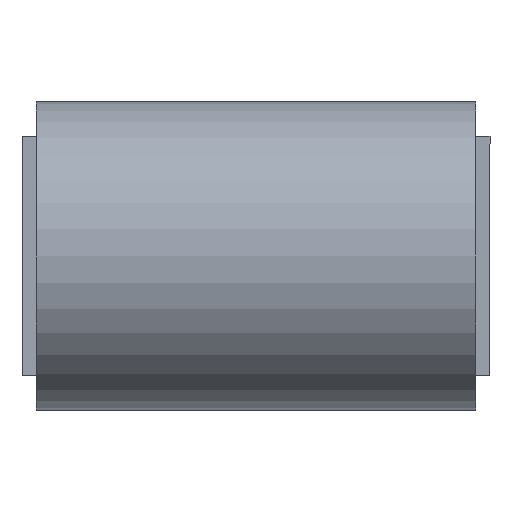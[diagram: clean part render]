
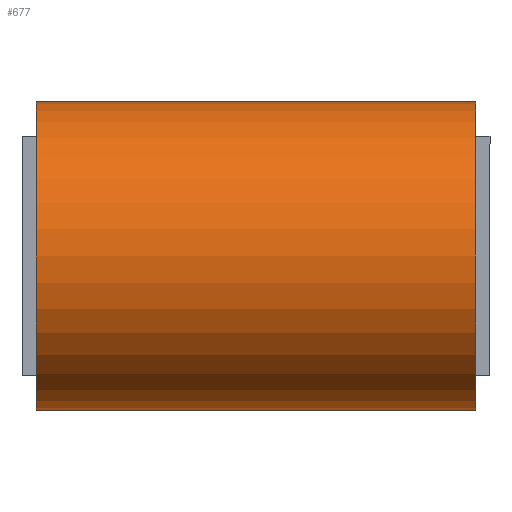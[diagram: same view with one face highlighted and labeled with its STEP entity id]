
A CAD part, front view. The second image highlights one B-rep face of the part: STEP entity #677.
In plain terms, the highlighted cylindrical face has radius 60 mm (diameter 120 mm), a partial arc.
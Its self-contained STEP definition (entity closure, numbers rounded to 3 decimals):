
#21 = EDGE_CURVE ( 'NONE', #778, #631, #960, .T. ) ;
#99 = DIRECTION ( 'NONE',  ( 1., 0., 0. ) ) ;
#103 = DIRECTION ( 'NONE',  ( 1., 0., 0. ) ) ;
#117 = AXIS2_PLACEMENT_3D ( 'NONE', #939, #103, #497 ) ;
#131 = CIRCLE ( 'NONE', #117, 60. ) ;
#157 = AXIS2_PLACEMENT_3D ( 'NONE', #264, #730, #856 ) ;
#182 = VECTOR ( 'NONE', #99, 1000. ) ;
#191 = CARTESIAN_POINT ( 'NONE',  ( 85.5, -350.5, 60. ) ) ;
#224 = CARTESIAN_POINT ( 'NONE',  ( 85.5, -350.5, 0. ) ) ;
#247 = EDGE_LOOP ( 'NONE', ( #545, #687, #811, #595 ) ) ;
#264 = CARTESIAN_POINT ( 'NONE',  ( -85.5, -350.5, 0. ) ) ;
#313 = VERTEX_POINT ( 'NONE', #935 ) ;
#377 = DIRECTION ( 'NONE',  ( 0., 0., -1. ) ) ;
#383 = CARTESIAN_POINT ( 'NONE',  ( -85.5, -350.5, 60. ) ) ;
#437 = CARTESIAN_POINT ( 'NONE',  ( 85.5, -350.5, -60. ) ) ;
#497 = DIRECTION ( 'NONE',  ( 0., 0., -1. ) ) ;
#545 = ORIENTED_EDGE ( 'NONE', *, *, #21, .F. ) ;
#564 = VERTEX_POINT ( 'NONE', #437 ) ;
#595 = ORIENTED_EDGE ( 'NONE', *, *, #729, .F. ) ;
#610 = FACE_OUTER_BOUND ( 'NONE', #247, .T. ) ;
#631 = VERTEX_POINT ( 'NONE', #191 ) ;
#645 = EDGE_CURVE ( 'NONE', #313, #564, #958, .T. ) ;
#657 = EDGE_CURVE ( 'NONE', #778, #313, #131, .T. ) ;
#677 = ADVANCED_FACE ( 'NONE', ( #610 ), #912, .T. ) ;
#687 = ORIENTED_EDGE ( 'NONE', *, *, #657, .T. ) ;
#710 = DIRECTION ( 'NONE',  ( 1., 0., 0. ) ) ;
#725 = CIRCLE ( 'NONE', #828, 60. ) ;
#729 = EDGE_CURVE ( 'NONE', #631, #564, #725, .T. ) ;
#730 = DIRECTION ( 'NONE',  ( 1., 0., 0. ) ) ;
#734 = VECTOR ( 'NONE', #710, 1000. ) ;
#778 = VERTEX_POINT ( 'NONE', #908 ) ;
#811 = ORIENTED_EDGE ( 'NONE', *, *, #645, .T. ) ;
#817 = DIRECTION ( 'NONE',  ( 1., 0., 0. ) ) ;
#828 = AXIS2_PLACEMENT_3D ( 'NONE', #224, #817, #377 ) ;
#856 = DIRECTION ( 'NONE',  ( 0., 0., -1. ) ) ;
#908 = CARTESIAN_POINT ( 'NONE',  ( -85.5, -350.5, 60. ) ) ;
#912 = CYLINDRICAL_SURFACE ( 'NONE', #157, 60. ) ;
#930 = CARTESIAN_POINT ( 'NONE',  ( -85.5, -350.5, -60. ) ) ;
#935 = CARTESIAN_POINT ( 'NONE',  ( -85.5, -350.5, -60. ) ) ;
#939 = CARTESIAN_POINT ( 'NONE',  ( -85.5, -350.5, 0. ) ) ;
#958 = LINE ( 'NONE', #930, #182 ) ;
#960 = LINE ( 'NONE', #383, #734 ) ;
